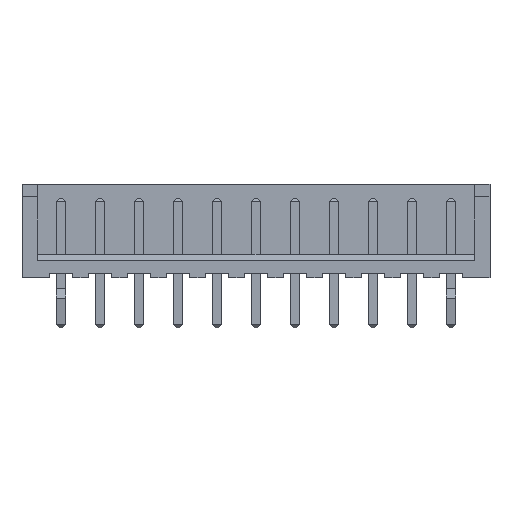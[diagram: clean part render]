
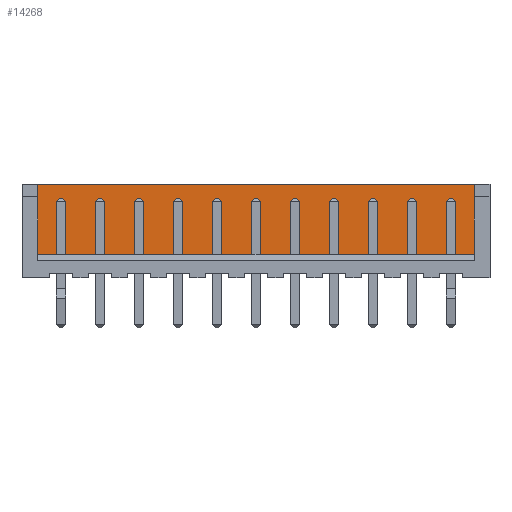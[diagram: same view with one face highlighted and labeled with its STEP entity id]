
A CAD part, front view. The second image highlights one B-rep face of the part: STEP entity #14268.
In plain terms, the highlighted planar face has unit normal (0, -1, 0).
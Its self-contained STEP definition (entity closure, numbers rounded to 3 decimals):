
#6138 = PLANE('',#6139);
#6139 = AXIS2_PLACEMENT_3D('',#6140,#6141,#6142);
#6140 = CARTESIAN_POINT('',(26.5,-0.6,1.5));
#6141 = DIRECTION('',(0.,0.,-1.));
#6142 = DIRECTION('',(-1.,0.,0.));
#6194 = PLANE('',#6195);
#6195 = AXIS2_PLACEMENT_3D('',#6196,#6197,#6198);
#6196 = CARTESIAN_POINT('',(-2.5,-2.2,6.));
#6197 = DIRECTION('',(0.,0.,-1.));
#6198 = DIRECTION('',(-1.,0.,0.));
#9846 = VERTEX_POINT('',#9847);
#9847 = CARTESIAN_POINT('',(27.05,1.15,6.));
#9861 = PLANE('',#9862);
#9862 = AXIS2_PLACEMENT_3D('',#9863,#9864,#9865);
#9863 = CARTESIAN_POINT('',(27.05,0.65,6.));
#9864 = DIRECTION('',(1.,0.,0.));
#9865 = DIRECTION('',(0.,1.,0.));
#9873 = EDGE_CURVE('',#9846,#9874,#9876,.T.);
#9874 = VERTEX_POINT('',#9875);
#9875 = CARTESIAN_POINT('',(-2.05,1.15,6.));
#9876 = SURFACE_CURVE('',#9877,(#9881,#9888),.PCURVE_S1.);
#9877 = LINE('',#9878,#9879);
#9878 = CARTESIAN_POINT('',(27.05,1.15,6.));
#9879 = VECTOR('',#9880,1.);
#9880 = DIRECTION('',(-1.,0.,0.));
#9881 = PCURVE('',#6194,#9882);
#9882 = DEFINITIONAL_REPRESENTATION('',(#9883),#9887);
#9883 = LINE('',#9884,#9885);
#9884 = CARTESIAN_POINT('',(-29.55,3.35));
#9885 = VECTOR('',#9886,1.);
#9886 = DIRECTION('',(1.,0.));
#9887 = ( GEOMETRIC_REPRESENTATION_CONTEXT(2)
PARAMETRIC_REPRESENTATION_CONTEXT() REPRESENTATION_CONTEXT('2D SPACE',''
) );
#9888 = PCURVE('',#9889,#9894);
#9889 = PLANE('',#9890);
#9890 = AXIS2_PLACEMENT_3D('',#9891,#9892,#9893);
#9891 = CARTESIAN_POINT('',(27.05,1.15,6.));
#9892 = DIRECTION('',(0.,1.,0.));
#9893 = DIRECTION('',(-1.,0.,0.));
#9894 = DEFINITIONAL_REPRESENTATION('',(#9895),#9899);
#9895 = LINE('',#9896,#9897);
#9896 = CARTESIAN_POINT('',(0.,0.));
#9897 = VECTOR('',#9898,1.);
#9898 = DIRECTION('',(1.,0.));
#9899 = ( GEOMETRIC_REPRESENTATION_CONTEXT(2)
PARAMETRIC_REPRESENTATION_CONTEXT() REPRESENTATION_CONTEXT('2D SPACE',''
) );
#9917 = PLANE('',#9918);
#9918 = AXIS2_PLACEMENT_3D('',#9919,#9920,#9921);
#9919 = CARTESIAN_POINT('',(-2.05,1.15,6.));
#9920 = DIRECTION('',(-1.,0.,0.));
#9921 = DIRECTION('',(0.,-1.,0.));
#10169 = VERTEX_POINT('',#10170);
#10170 = CARTESIAN_POINT('',(-2.05,1.15,1.5));
#10191 = EDGE_CURVE('',#10192,#10169,#10194,.T.);
#10192 = VERTEX_POINT('',#10193);
#10193 = CARTESIAN_POINT('',(27.05,1.15,1.5));
#10194 = SURFACE_CURVE('',#10195,(#10199,#10206),.PCURVE_S1.);
#10195 = LINE('',#10196,#10197);
#10196 = CARTESIAN_POINT('',(27.05,1.15,1.5));
#10197 = VECTOR('',#10198,1.);
#10198 = DIRECTION('',(-1.,0.,0.));
#10199 = PCURVE('',#6138,#10200);
#10200 = DEFINITIONAL_REPRESENTATION('',(#10201),#10205);
#10201 = LINE('',#10202,#10203);
#10202 = CARTESIAN_POINT('',(-0.55,1.75));
#10203 = VECTOR('',#10204,1.);
#10204 = DIRECTION('',(1.,0.));
#10205 = ( GEOMETRIC_REPRESENTATION_CONTEXT(2)
PARAMETRIC_REPRESENTATION_CONTEXT() REPRESENTATION_CONTEXT('2D SPACE',''
) );
#10206 = PCURVE('',#9889,#10207);
#10207 = DEFINITIONAL_REPRESENTATION('',(#10208),#10212);
#10208 = LINE('',#10209,#10210);
#10209 = CARTESIAN_POINT('',(0.,-4.5));
#10210 = VECTOR('',#10211,1.);
#10211 = DIRECTION('',(1.,0.));
#10212 = ( GEOMETRIC_REPRESENTATION_CONTEXT(2)
PARAMETRIC_REPRESENTATION_CONTEXT() REPRESENTATION_CONTEXT('2D SPACE',''
) );
#14245 = EDGE_CURVE('',#9874,#10169,#14246,.T.);
#14246 = SURFACE_CURVE('',#14247,(#14251,#14258),.PCURVE_S1.);
#14247 = LINE('',#14248,#14249);
#14248 = CARTESIAN_POINT('',(-2.05,1.15,6.));
#14249 = VECTOR('',#14250,1.);
#14250 = DIRECTION('',(0.,0.,-1.));
#14251 = PCURVE('',#9917,#14252);
#14252 = DEFINITIONAL_REPRESENTATION('',(#14253),#14257);
#14253 = LINE('',#14254,#14255);
#14254 = CARTESIAN_POINT('',(0.,0.));
#14255 = VECTOR('',#14256,1.);
#14256 = DIRECTION('',(0.,-1.));
#14257 = ( GEOMETRIC_REPRESENTATION_CONTEXT(2)
PARAMETRIC_REPRESENTATION_CONTEXT() REPRESENTATION_CONTEXT('2D SPACE',''
) );
#14258 = PCURVE('',#9889,#14259);
#14259 = DEFINITIONAL_REPRESENTATION('',(#14260),#14264);
#14260 = LINE('',#14261,#14262);
#14261 = CARTESIAN_POINT('',(29.1,0.));
#14262 = VECTOR('',#14263,1.);
#14263 = DIRECTION('',(0.,-1.));
#14264 = ( GEOMETRIC_REPRESENTATION_CONTEXT(2)
PARAMETRIC_REPRESENTATION_CONTEXT() REPRESENTATION_CONTEXT('2D SPACE',''
) );
#14268 = ADVANCED_FACE('',(#14269),#9889,.F.);
#14269 = FACE_BOUND('',#14270,.F.);
#14270 = EDGE_LOOP('',(#14271,#14292,#14293,#14294));
#14271 = ORIENTED_EDGE('',*,*,#14272,.T.);
#14272 = EDGE_CURVE('',#9846,#10192,#14273,.T.);
#14273 = SURFACE_CURVE('',#14274,(#14278,#14285),.PCURVE_S1.);
#14274 = LINE('',#14275,#14276);
#14275 = CARTESIAN_POINT('',(27.05,1.15,6.));
#14276 = VECTOR('',#14277,1.);
#14277 = DIRECTION('',(0.,0.,-1.));
#14278 = PCURVE('',#9889,#14279);
#14279 = DEFINITIONAL_REPRESENTATION('',(#14280),#14284);
#14280 = LINE('',#14281,#14282);
#14281 = CARTESIAN_POINT('',(0.,0.));
#14282 = VECTOR('',#14283,1.);
#14283 = DIRECTION('',(0.,-1.));
#14284 = ( GEOMETRIC_REPRESENTATION_CONTEXT(2)
PARAMETRIC_REPRESENTATION_CONTEXT() REPRESENTATION_CONTEXT('2D SPACE',''
) );
#14285 = PCURVE('',#9861,#14286);
#14286 = DEFINITIONAL_REPRESENTATION('',(#14287),#14291);
#14287 = LINE('',#14288,#14289);
#14288 = CARTESIAN_POINT('',(0.5,0.));
#14289 = VECTOR('',#14290,1.);
#14290 = DIRECTION('',(0.,-1.));
#14291 = ( GEOMETRIC_REPRESENTATION_CONTEXT(2)
PARAMETRIC_REPRESENTATION_CONTEXT() REPRESENTATION_CONTEXT('2D SPACE',''
) );
#14292 = ORIENTED_EDGE('',*,*,#10191,.T.);
#14293 = ORIENTED_EDGE('',*,*,#14245,.F.);
#14294 = ORIENTED_EDGE('',*,*,#9873,.F.);
